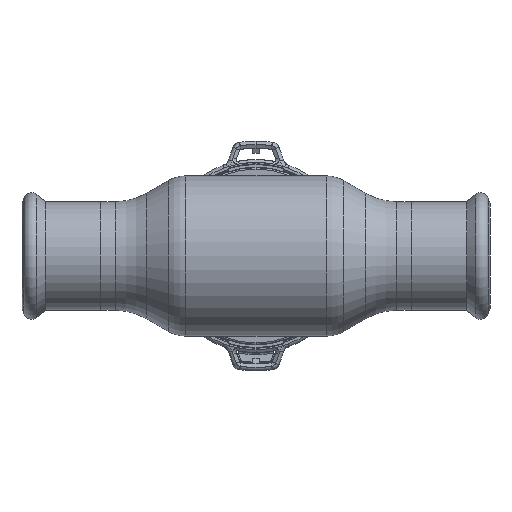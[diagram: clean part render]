
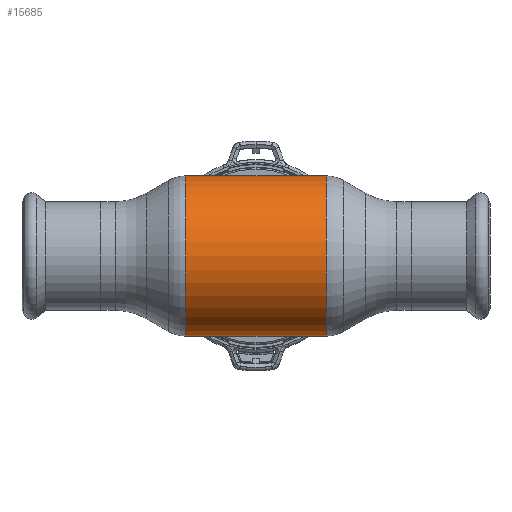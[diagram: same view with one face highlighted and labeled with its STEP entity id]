
A CAD part, front view. The second image highlights one B-rep face of the part: STEP entity #15685.
In plain terms, the highlighted cylindrical face has radius 28.25 mm (diameter 56.5 mm), a partial arc.
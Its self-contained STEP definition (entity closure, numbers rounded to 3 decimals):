
#1267 = CARTESIAN_POINT ( 'NONE',  ( 24.785, 0., 0. ) ) ;
#2191 = VERTEX_POINT ( 'NONE', #23077 ) ;
#2758 = ORIENTED_EDGE ( 'NONE', *, *, #30066, .T. ) ;
#3005 = ORIENTED_EDGE ( 'NONE', *, *, #6910, .F. ) ;
#4898 = CARTESIAN_POINT ( 'NONE',  ( -24.785, 0., -28.25 ) ) ;
#5705 = CIRCLE ( 'NONE', #8967, 28.25 ) ;
#5880 = CARTESIAN_POINT ( 'NONE',  ( -62.69, 0., -28.25 ) ) ;
#6124 = CARTESIAN_POINT ( 'NONE',  ( -24.785, 0., 0. ) ) ;
#6245 = DIRECTION ( 'NONE',  ( 0., 0., 1. ) ) ;
#6760 = DIRECTION ( 'NONE',  ( -1., 0., 0. ) ) ;
#6910 = EDGE_CURVE ( 'NONE', #2191, #18474, #37176, .T. ) ;
#8967 = AXIS2_PLACEMENT_3D ( 'NONE', #6124, #6760, #21819 ) ;
#10236 = LINE ( 'NONE', #10638, #37649 ) ;
#10638 = CARTESIAN_POINT ( 'NONE',  ( -62.69, 0., 28.25 ) ) ;
#10704 = CARTESIAN_POINT ( 'NONE',  ( 24.785, 0., 28.25 ) ) ;
#11625 = VERTEX_POINT ( 'NONE', #14710 ) ;
#12338 = ORIENTED_EDGE ( 'NONE', *, *, #36958, .F. ) ;
#12577 = CARTESIAN_POINT ( 'NONE',  ( -62.69, 0., 0. ) ) ;
#13815 = VERTEX_POINT ( 'NONE', #10704 ) ;
#14710 = CARTESIAN_POINT ( 'NONE',  ( -24.785, 0., 28.25 ) ) ;
#15685 = ADVANCED_FACE ( 'NONE', ( #31357 ), #22542, .T. ) ;
#15951 = DIRECTION ( 'NONE',  ( -1., 0., 0. ) ) ;
#18172 = AXIS2_PLACEMENT_3D ( 'NONE', #12577, #19275, #6245 ) ;
#18312 = EDGE_CURVE ( 'NONE', #13815, #11625, #10236, .T. ) ;
#18474 = VERTEX_POINT ( 'NONE', #4898 ) ;
#19275 = DIRECTION ( 'NONE',  ( -1., 0., 0. ) ) ;
#21282 = AXIS2_PLACEMENT_3D ( 'NONE', #1267, #36233, #26412 ) ;
#21360 = VECTOR ( 'NONE', #39618, 1000. ) ;
#21386 = EDGE_LOOP ( 'NONE', ( #3005, #2758, #25912, #12338 ) ) ;
#21819 = DIRECTION ( 'NONE',  ( 0., 0., 1. ) ) ;
#22542 = CYLINDRICAL_SURFACE ( 'NONE', #18172, 28.25 ) ;
#23077 = CARTESIAN_POINT ( 'NONE',  ( 24.785, 0., -28.25 ) ) ;
#23946 = CIRCLE ( 'NONE', #21282, 28.25 ) ;
#25912 = ORIENTED_EDGE ( 'NONE', *, *, #18312, .T. ) ;
#26412 = DIRECTION ( 'NONE',  ( 0., 0., 1. ) ) ;
#30066 = EDGE_CURVE ( 'NONE', #2191, #13815, #23946, .T. ) ;
#31357 = FACE_OUTER_BOUND ( 'NONE', #21386, .T. ) ;
#36233 = DIRECTION ( 'NONE',  ( -1., 0., 0. ) ) ;
#36958 = EDGE_CURVE ( 'NONE', #18474, #11625, #5705, .T. ) ;
#37176 = LINE ( 'NONE', #5880, #21360 ) ;
#37649 = VECTOR ( 'NONE', #15951, 1000. ) ;
#39618 = DIRECTION ( 'NONE',  ( -1., 0., 0. ) ) ;
